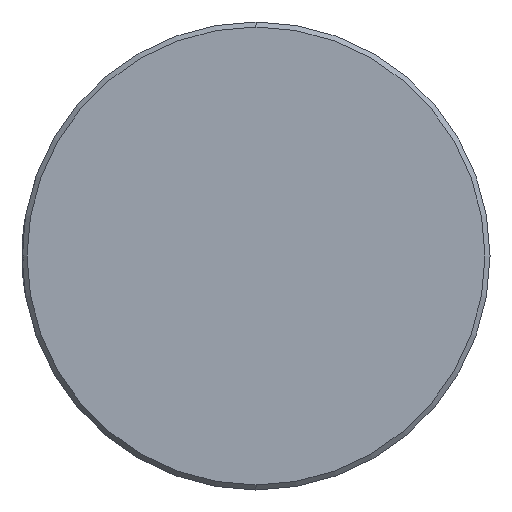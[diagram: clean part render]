
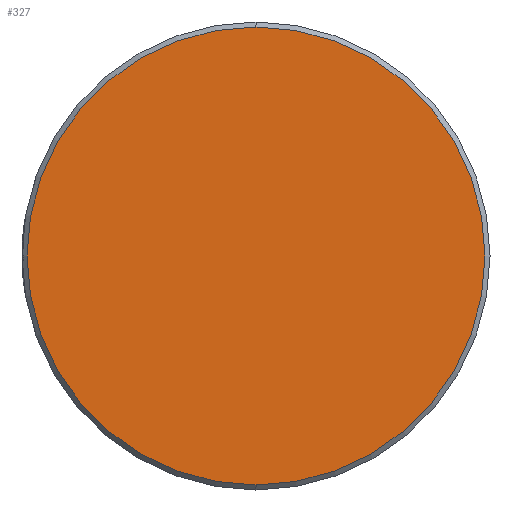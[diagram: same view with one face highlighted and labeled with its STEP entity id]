
A CAD part, left-side view. The second image highlights one B-rep face of the part: STEP entity #327.
In plain terms, the highlighted planar face has unit normal (-1, 0, 0).
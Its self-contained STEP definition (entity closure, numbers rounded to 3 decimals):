
#28 = AXIS2_PLACEMENT_3D ( 'NONE', #941, #348, #1050 ) ;
#146 = DIRECTION ( 'NONE',  ( -1., 0., 0. ) ) ;
#222 = CARTESIAN_POINT ( 'NONE',  ( -5., 0., 0. ) ) ;
#264 = CARTESIAN_POINT ( 'NONE',  ( -5., 0., 13.7 ) ) ;
#297 = CIRCLE ( 'NONE', #1063, 13.7 ) ;
#327 = ADVANCED_FACE ( 'NONE', ( #849 ), #510, .T. ) ;
#348 = DIRECTION ( 'NONE',  ( -1., 0., 0. ) ) ;
#417 = EDGE_CURVE ( 'NONE', #893, #507, #297, .T. ) ;
#445 = AXIS2_PLACEMENT_3D ( 'NONE', #222, #615, #1329 ) ;
#507 = VERTEX_POINT ( 'NONE', #264 ) ;
#510 = PLANE ( 'NONE',  #445 ) ;
#615 = DIRECTION ( 'NONE',  ( -1., 0., 0. ) ) ;
#738 = CARTESIAN_POINT ( 'NONE',  ( -5., 0., 0. ) ) ;
#841 = DIRECTION ( 'NONE',  ( 0., 0., 1. ) ) ;
#849 = FACE_OUTER_BOUND ( 'NONE', #984, .T. ) ;
#893 = VERTEX_POINT ( 'NONE', #1305 ) ;
#941 = CARTESIAN_POINT ( 'NONE',  ( -5., 0., 0. ) ) ;
#984 = EDGE_LOOP ( 'NONE', ( #1038, #1185 ) ) ;
#1038 = ORIENTED_EDGE ( 'NONE', *, *, #417, .T. ) ;
#1050 = DIRECTION ( 'NONE',  ( 0., 0., 1. ) ) ;
#1063 = AXIS2_PLACEMENT_3D ( 'NONE', #738, #146, #841 ) ;
#1145 = CIRCLE ( 'NONE', #28, 13.7 ) ;
#1167 = EDGE_CURVE ( 'NONE', #507, #893, #1145, .T. ) ;
#1185 = ORIENTED_EDGE ( 'NONE', *, *, #1167, .T. ) ;
#1305 = CARTESIAN_POINT ( 'NONE',  ( -5., 0., -13.7 ) ) ;
#1329 = DIRECTION ( 'NONE',  ( 0., 0., 1. ) ) ;
